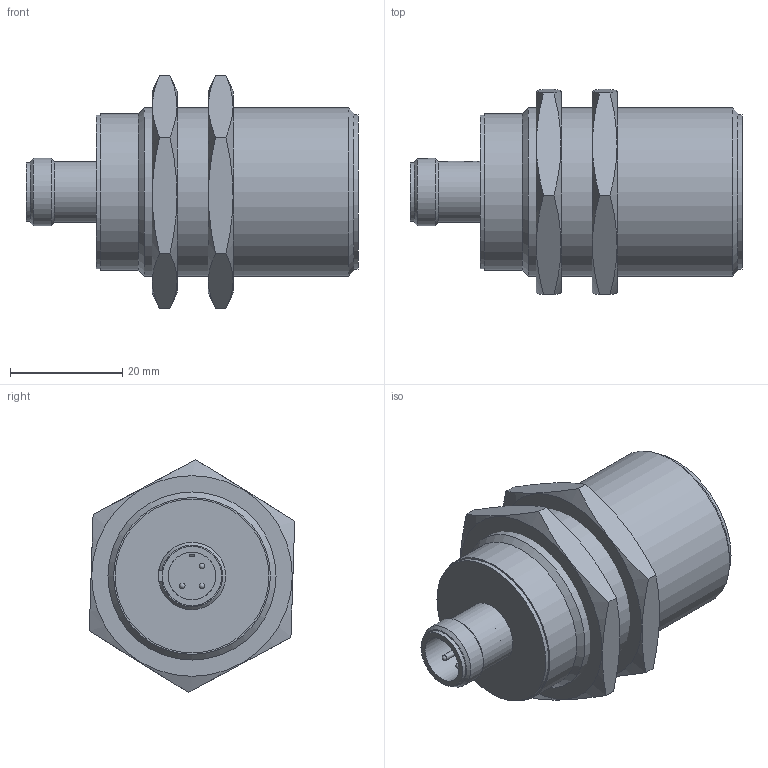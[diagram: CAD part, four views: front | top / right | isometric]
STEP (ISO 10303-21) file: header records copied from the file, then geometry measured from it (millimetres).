
FILE_DESCRIPTION (( 'STEP AP214' ), '1' );
FILE_NAME ('PBT-AN-1H.STEP', '2012-03-12T18:27:42', ( '.adc' ), ( '' ), 'SwSTEP 2.0', 'SolidWorks 2011', '' );
FILE_SCHEMA (( 'AUTOMOTIVE_DESIGN' ));
Length unit declared in the file: millimetre
Products named in the file (1): PBT-AN-1H
Bounding box: 59.25 x 36.66 x 41.55 mm (x, y, z)
Volume: 37038.3 mm3; surface area: 11780.9 mm2
Topology: 8 solids, 9 shells, 68 faces, 148 edges, 96 vertices
Faces by surface type: plane 39, cylinder 18, cone 8, sphere 3
Full cylindrical faces by diameter (mm): 1 x3, 1.25 x1, 1.5 x1, 8.5 x1, 10 x1, 10.5 x1, 10.55 x1, 10.9 x1, 12 x1, 27.458 x1, 27.5 x1, 28 x1, 28.5 x2, 30 x1
Entity records: 2320 total; most frequent: CARTESIAN_POINT 498, DIRECTION 257, ORIENTED_EDGE 204, AXIS2_PLACEMENT_3D 113, EDGE_CURVE 102, EDGE_LOOP 102, FACE_OUTER_BOUND 85, VERTEX_POINT 80
